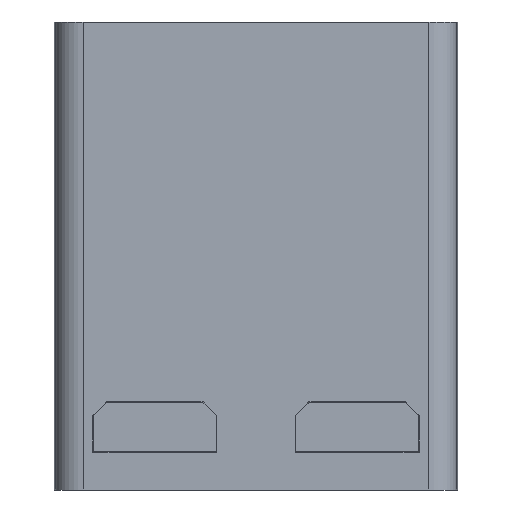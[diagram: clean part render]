
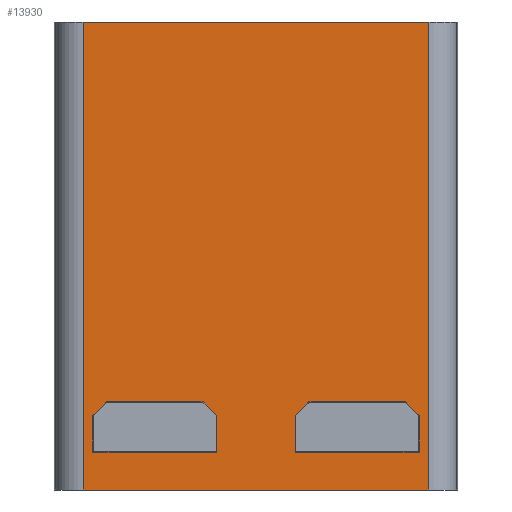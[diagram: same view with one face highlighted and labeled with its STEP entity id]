
A CAD part, left-side view. The second image highlights one B-rep face of the part: STEP entity #13930.
In plain terms, the highlighted planar face has unit normal (-1, 0, 0).
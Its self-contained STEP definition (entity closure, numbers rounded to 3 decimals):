
#38=DIRECTION('',(0.,1.,0.));
#39=VECTOR('',#38,25.12);
#40=CARTESIAN_POINT('',(-15.15,-12.56,0.));
#41=LINE('',#40,#39);
#323=DIRECTION('',(0.,-1.,0.));
#324=VECTOR('',#323,25.12);
#325=CARTESIAN_POINT('',(-15.15,12.56,-34.));
#326=LINE('',#325,#324);
#1329=DIRECTION('',(0.,0.,-1.));
#1330=VECTOR('',#1329,34.);
#1331=CARTESIAN_POINT('',(-15.15,12.56,0.));
#1332=LINE('',#1331,#1330);
#1333=DIRECTION('',(0.,0.707,0.707));
#1334=VECTOR('',#1333,1.414);
#1335=CARTESIAN_POINT('',(-15.15,-11.85,-28.6));
#1336=LINE('',#1335,#1334);
#1337=DIRECTION('',(0.,1.,0.));
#1338=VECTOR('',#1337,7.);
#1339=CARTESIAN_POINT('',(-15.15,-10.85,-27.6));
#1340=LINE('',#1339,#1338);
#1341=DIRECTION('',(0.,0.707,-0.707));
#1342=VECTOR('',#1341,1.414);
#1343=CARTESIAN_POINT('',(-15.15,-3.85,-27.6));
#1344=LINE('',#1343,#1342);
#1345=DIRECTION('',(0.,0.707,0.707));
#1346=VECTOR('',#1345,1.414);
#1347=CARTESIAN_POINT('',(-15.15,2.85,-28.6));
#1348=LINE('',#1347,#1346);
#1349=DIRECTION('',(0.,1.,0.));
#1350=VECTOR('',#1349,7.);
#1351=CARTESIAN_POINT('',(-15.15,3.85,-27.6));
#1352=LINE('',#1351,#1350);
#1353=DIRECTION('',(0.,0.707,-0.707));
#1354=VECTOR('',#1353,1.414);
#1355=CARTESIAN_POINT('',(-15.15,10.85,-27.6));
#1356=LINE('',#1355,#1354);
#1357=DIRECTION('',(0.,0.,1.));
#1358=VECTOR('',#1357,34.);
#1359=CARTESIAN_POINT('',(-15.15,-12.56,-34.));
#1360=LINE('',#1359,#1358);
#1365=DIRECTION('',(0.,1.,0.));
#1366=VECTOR('',#1365,9.);
#1367=CARTESIAN_POINT('',(-15.15,-11.85,-31.25));
#1368=LINE('',#1367,#1366);
#1373=DIRECTION('',(0.,0.,1.));
#1374=VECTOR('',#1373,2.65);
#1375=CARTESIAN_POINT('',(-15.15,-2.85,-31.25));
#1376=LINE('',#1375,#1374);
#1417=DIRECTION('',(0.,0.,-1.));
#1418=VECTOR('',#1417,2.65);
#1419=CARTESIAN_POINT('',(-15.15,-11.85,-28.6));
#1420=LINE('',#1419,#1418);
#1425=DIRECTION('',(0.,1.,0.));
#1426=VECTOR('',#1425,9.);
#1427=CARTESIAN_POINT('',(-15.15,2.85,-31.25));
#1428=LINE('',#1427,#1426);
#1437=DIRECTION('',(0.,0.,1.));
#1438=VECTOR('',#1437,2.65);
#1439=CARTESIAN_POINT('',(-15.15,11.85,-31.25));
#1440=LINE('',#1439,#1438);
#1481=DIRECTION('',(0.,0.,-1.));
#1482=VECTOR('',#1481,2.65);
#1483=CARTESIAN_POINT('',(-15.15,2.85,-28.6));
#1484=LINE('',#1483,#1482);
#10565=CARTESIAN_POINT('',(-15.15,-12.56,0.));
#10566=VERTEX_POINT('',#10565);
#10567=CARTESIAN_POINT('',(-15.15,12.56,0.));
#10568=VERTEX_POINT('',#10567);
#10688=CARTESIAN_POINT('',(-15.15,12.56,-34.));
#10689=VERTEX_POINT('',#10688);
#10690=CARTESIAN_POINT('',(-15.15,-12.56,-34.));
#10691=VERTEX_POINT('',#10690);
#13026=CARTESIAN_POINT('',(-15.15,-11.85,-31.25));
#13027=CARTESIAN_POINT('',(-15.15,-2.85,-31.25));
#13028=VERTEX_POINT('',#13026);
#13029=VERTEX_POINT('',#13027);
#13030=CARTESIAN_POINT('',(-15.15,-11.85,-28.6));
#13031=VERTEX_POINT('',#13030);
#13032=CARTESIAN_POINT('',(-15.15,-10.85,-27.6));
#13033=VERTEX_POINT('',#13032);
#13034=CARTESIAN_POINT('',(-15.15,-3.85,-27.6));
#13035=VERTEX_POINT('',#13034);
#13036=CARTESIAN_POINT('',(-15.15,-2.85,-28.6));
#13037=VERTEX_POINT('',#13036);
#13038=CARTESIAN_POINT('',(-15.15,2.85,-31.25));
#13039=CARTESIAN_POINT('',(-15.15,11.85,-31.25));
#13040=VERTEX_POINT('',#13038);
#13041=VERTEX_POINT('',#13039);
#13042=CARTESIAN_POINT('',(-15.15,2.85,-28.6));
#13043=VERTEX_POINT('',#13042);
#13044=CARTESIAN_POINT('',(-15.15,3.85,-27.6));
#13045=VERTEX_POINT('',#13044);
#13046=CARTESIAN_POINT('',(-15.15,10.85,-27.6));
#13047=VERTEX_POINT('',#13046);
#13048=CARTESIAN_POINT('',(-15.15,11.85,-28.6));
#13049=VERTEX_POINT('',#13048);
#13890=CARTESIAN_POINT('',(-15.15,14.675,-34.));
#13891=DIRECTION('',(-1.,0.,0.));
#13892=DIRECTION('',(0.,0.,1.));
#13893=AXIS2_PLACEMENT_3D('',#13890,#13891,#13892);
#13894=PLANE('',#13893);
#13896=ORIENTED_EDGE('',*,*,#13895,.F.);
#13897=ORIENTED_EDGE('',*,*,#13235,.F.);
#13898=ORIENTED_EDGE('',*,*,#13884,.F.);
#13899=ORIENTED_EDGE('',*,*,#13087,.F.);
#13900=EDGE_LOOP('',(#13896,#13897,#13898,#13899));
#13901=FACE_OUTER_BOUND('',#13900,.F.);
#13903=ORIENTED_EDGE('',*,*,#13902,.F.);
#13905=ORIENTED_EDGE('',*,*,#13904,.F.);
#13907=ORIENTED_EDGE('',*,*,#13906,.T.);
#13909=ORIENTED_EDGE('',*,*,#13908,.T.);
#13911=ORIENTED_EDGE('',*,*,#13910,.T.);
#13913=ORIENTED_EDGE('',*,*,#13912,.F.);
#13914=EDGE_LOOP('',(#13903,#13905,#13907,#13909,#13911,#13913));
#13915=FACE_BOUND('',#13914,.F.);
#13917=ORIENTED_EDGE('',*,*,#13916,.F.);
#13919=ORIENTED_EDGE('',*,*,#13918,.F.);
#13921=ORIENTED_EDGE('',*,*,#13920,.T.);
#13923=ORIENTED_EDGE('',*,*,#13922,.T.);
#13925=ORIENTED_EDGE('',*,*,#13924,.T.);
#13927=ORIENTED_EDGE('',*,*,#13926,.F.);
#13928=EDGE_LOOP('',(#13917,#13919,#13921,#13923,#13925,#13927));
#13929=FACE_BOUND('',#13928,.F.);
#13087=EDGE_CURVE('',#10566,#10568,#41,.T.);
#13235=EDGE_CURVE('',#10689,#10691,#326,.T.);
#13884=EDGE_CURVE('',#10568,#10689,#1332,.T.);
#13895=EDGE_CURVE('',#10691,#10566,#1360,.T.);
#13902=EDGE_CURVE('',#13028,#13029,#1368,.T.);
#13904=EDGE_CURVE('',#13031,#13028,#1420,.T.);
#13906=EDGE_CURVE('',#13031,#13033,#1336,.T.);
#13908=EDGE_CURVE('',#13033,#13035,#1340,.T.);
#13910=EDGE_CURVE('',#13035,#13037,#1344,.T.);
#13912=EDGE_CURVE('',#13029,#13037,#1376,.T.);
#13916=EDGE_CURVE('',#13040,#13041,#1428,.T.);
#13918=EDGE_CURVE('',#13043,#13040,#1484,.T.);
#13920=EDGE_CURVE('',#13043,#13045,#1348,.T.);
#13922=EDGE_CURVE('',#13045,#13047,#1352,.T.);
#13924=EDGE_CURVE('',#13047,#13049,#1356,.T.);
#13926=EDGE_CURVE('',#13041,#13049,#1440,.T.);
#13930=ADVANCED_FACE('',(#13901,#13915,#13929),#13894,.T.);
